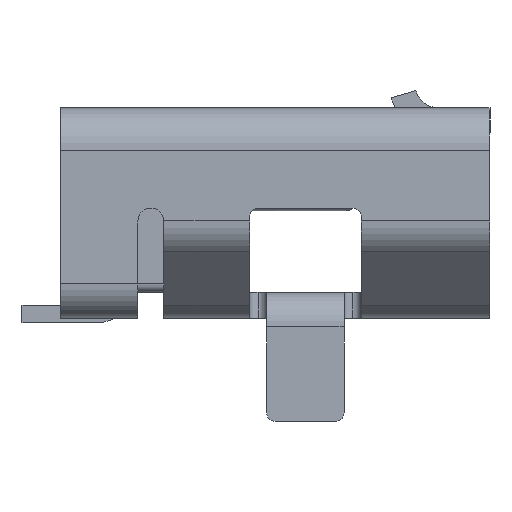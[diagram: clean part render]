
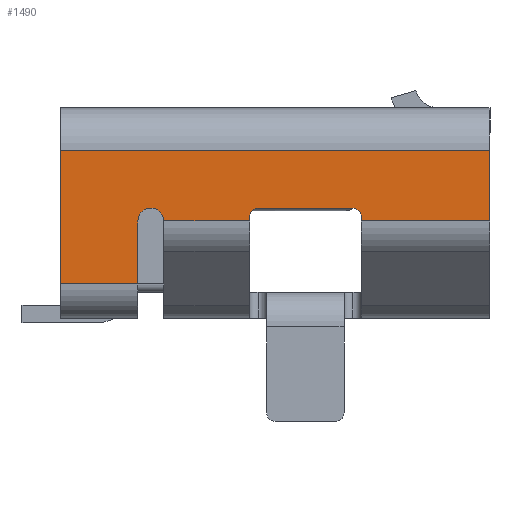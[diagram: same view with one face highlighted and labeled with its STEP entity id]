
A CAD part, left-side view. The second image highlights one B-rep face of the part: STEP entity #1490.
In plain terms, the highlighted planar face has unit normal (-1, 0, 0).
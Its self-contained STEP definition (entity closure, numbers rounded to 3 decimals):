
#145 = CARTESIAN_POINT ( 'NONE',  ( -3.75, 0.2, -0.042 ) ) ;
#267 = CARTESIAN_POINT ( 'NONE',  ( -3.75, 2.5, -0.092 ) ) ;
#474 = ORIENTED_EDGE ( 'NONE', *, *, #8477, .T. ) ;
#1221 = CARTESIAN_POINT ( 'NONE',  ( -3.75, 1.45, -0.092 ) ) ;
#1490 = ADVANCED_FACE ( 'NONE', ( #11416 ), #15576, .F. ) ;
#1511 = VECTOR ( 'NONE', #4268, 1000. ) ;
#1686 = EDGE_CURVE ( 'NONE', #20994, #7839, #13490, .T. ) ;
#2009 = EDGE_CURVE ( 'NONE', #17847, #2038, #26111, .T. ) ;
#2038 = VERTEX_POINT ( 'NONE', #2603 ) ;
#2603 = CARTESIAN_POINT ( 'NONE',  ( -3.75, 1.45, 0.058 ) ) ;
#2904 = DIRECTION ( 'NONE',  ( 1., 0., 0. ) ) ;
#3142 = CARTESIAN_POINT ( 'NONE',  ( -3.75, 0.2, 0.058 ) ) ;
#3407 = VERTEX_POINT ( 'NONE', #3142 ) ;
#3494 = EDGE_CURVE ( 'NONE', #3608, #17152, #9491, .T. ) ;
#3608 = VERTEX_POINT ( 'NONE', #4339 ) ;
#3638 = VERTEX_POINT ( 'NONE', #16574 ) ;
#3663 = EDGE_CURVE ( 'NONE', #7839, #3638, #6363, .T. ) ;
#4084 = EDGE_CURVE ( 'NONE', #9124, #18138, #21929, .T. ) ;
#4268 = DIRECTION ( 'NONE',  ( 0., 1., 0. ) ) ;
#4326 = DIRECTION ( 'NONE',  ( 0., 0., -1. ) ) ;
#4339 = CARTESIAN_POINT ( 'NONE',  ( -3.75, -2.5, 0.725 ) ) ;
#4380 = CARTESIAN_POINT ( 'NONE',  ( -3.75, 0.3, 0.058 ) ) ;
#4394 = VECTOR ( 'NONE', #22835, 1000. ) ;
#5337 = CARTESIAN_POINT ( 'NONE',  ( -3.75, 0.3, -0.092 ) ) ;
#5474 = CARTESIAN_POINT ( 'NONE',  ( -3.75, 1.45, -0.092 ) ) ;
#5751 = VECTOR ( 'NONE', #4326, 1000. ) ;
#5787 = DIRECTION ( 'NONE',  ( 0., 1., 0. ) ) ;
#6208 = LINE ( 'NONE', #16031, #21195 ) ;
#6302 = VERTEX_POINT ( 'NONE', #13993 ) ;
#6363 = LINE ( 'NONE', #13807, #23252 ) ;
#6452 = DIRECTION ( 'NONE',  ( 0., 0., -1. ) ) ;
#6480 = LINE ( 'NONE', #267, #5751 ) ;
#6668 = AXIS2_PLACEMENT_3D ( 'NONE', #1221, #7425, #19829 ) ;
#6942 = CARTESIAN_POINT ( 'NONE',  ( -3.75, -2.5, -0.092 ) ) ;
#7417 = DIRECTION ( 'NONE',  ( 1., 0., 0. ) ) ;
#7425 = DIRECTION ( 'NONE',  ( 1., 0., 0. ) ) ;
#7576 = ORIENTED_EDGE ( 'NONE', *, *, #26544, .T. ) ;
#7839 = VERTEX_POINT ( 'NONE', #12052 ) ;
#7967 = DIRECTION ( 'NONE',  ( 1., 0., 0. ) ) ;
#8046 = CARTESIAN_POINT ( 'NONE',  ( -3.75, 1.6, -0.092 ) ) ;
#8160 = CARTESIAN_POINT ( 'NONE',  ( -3.75, -0.9, 0.058 ) ) ;
#8239 = DIRECTION ( 'NONE',  ( 0., 0., -1. ) ) ;
#8285 = EDGE_CURVE ( 'NONE', #17847, #9124, #17075, .T. ) ;
#8322 = AXIS2_PLACEMENT_3D ( 'NONE', #17331, #25559, #23560 ) ;
#8477 = EDGE_CURVE ( 'NONE', #3608, #24542, #15942, .T. ) ;
#8679 = LINE ( 'NONE', #4380, #23511 ) ;
#8907 = EDGE_CURVE ( 'NONE', #6302, #3407, #10511, .T. ) ;
#9124 = VERTEX_POINT ( 'NONE', #11329 ) ;
#9177 = VECTOR ( 'NONE', #6452, 1000. ) ;
#9491 = LINE ( 'NONE', #6942, #12044 ) ;
#9716 = CARTESIAN_POINT ( 'NONE',  ( -3.75, -0.9, -0.042 ) ) ;
#9810 = ORIENTED_EDGE ( 'NONE', *, *, #3663, .T. ) ;
#10105 = CIRCLE ( 'NONE', #6668, 0.15 ) ;
#10511 = CIRCLE ( 'NONE', #19514, 0.1 ) ;
#10689 = ORIENTED_EDGE ( 'NONE', *, *, #11718, .T. ) ;
#10855 = ORIENTED_EDGE ( 'NONE', *, *, #3494, .F. ) ;
#11088 = CARTESIAN_POINT ( 'NONE',  ( -3.75, 0.3, 0.058 ) ) ;
#11329 = CARTESIAN_POINT ( 'NONE',  ( -3.75, 1.6, -0.825 ) ) ;
#11337 = VECTOR ( 'NONE', #22301, 1000. ) ;
#11416 = FACE_OUTER_BOUND ( 'NONE', #21350, .T. ) ;
#11683 = CARTESIAN_POINT ( 'NONE',  ( -3.75, -0.327, -0.825 ) ) ;
#11718 = EDGE_CURVE ( 'NONE', #20709, #6302, #17128, .T. ) ;
#11903 = EDGE_CURVE ( 'NONE', #20709, #20373, #6208, .T. ) ;
#12044 = VECTOR ( 'NONE', #17696, 1000. ) ;
#12052 = CARTESIAN_POINT ( 'NONE',  ( -3.75, -1., -0.042 ) ) ;
#12359 = CARTESIAN_POINT ( 'NONE',  ( -3.75, -2.5, -0.092 ) ) ;
#12710 = ORIENTED_EDGE ( 'NONE', *, *, #8907, .T. ) ;
#13010 = EDGE_CURVE ( 'NONE', #17152, #3638, #24462, .T. ) ;
#13224 = AXIS2_PLACEMENT_3D ( 'NONE', #5474, #2904, #23561 ) ;
#13490 = CIRCLE ( 'NONE', #13910, 0.1 ) ;
#13807 = CARTESIAN_POINT ( 'NONE',  ( -3.75, -1., 0.058 ) ) ;
#13885 = ORIENTED_EDGE ( 'NONE', *, *, #17805, .T. ) ;
#13910 = AXIS2_PLACEMENT_3D ( 'NONE', #9716, #7417, #23862 ) ;
#13993 = CARTESIAN_POINT ( 'NONE',  ( -3.75, 0.3, -0.042 ) ) ;
#14043 = VECTOR ( 'NONE', #19498, 1000. ) ;
#14207 = EDGE_CURVE ( 'NONE', #3407, #20994, #8679, .T. ) ;
#14657 = CARTESIAN_POINT ( 'NONE',  ( -3.75, -2.5, -0.092 ) ) ;
#15576 = PLANE ( 'NONE',  #8322 ) ;
#15942 = LINE ( 'NONE', #24285, #11337 ) ;
#16031 = CARTESIAN_POINT ( 'NONE',  ( -3.75, -2.5, -0.092 ) ) ;
#16117 = ORIENTED_EDGE ( 'NONE', *, *, #13010, .F. ) ;
#16574 = CARTESIAN_POINT ( 'NONE',  ( -3.75, -1., -0.092 ) ) ;
#17075 = LINE ( 'NONE', #19234, #9177 ) ;
#17128 = LINE ( 'NONE', #11088, #4394 ) ;
#17152 = VERTEX_POINT ( 'NONE', #14657 ) ;
#17331 = CARTESIAN_POINT ( 'NONE',  ( -3.75, -2.5, -0.092 ) ) ;
#17399 = ORIENTED_EDGE ( 'NONE', *, *, #8285, .F. ) ;
#17696 = DIRECTION ( 'NONE',  ( 0., 0., -1. ) ) ;
#17805 = EDGE_CURVE ( 'NONE', #24542, #18138, #6480, .T. ) ;
#17847 = VERTEX_POINT ( 'NONE', #8046 ) ;
#18138 = VERTEX_POINT ( 'NONE', #20670 ) ;
#18202 = DIRECTION ( 'NONE',  ( 0., 1., 0. ) ) ;
#18850 = CARTESIAN_POINT ( 'NONE',  ( -3.75, 1.3, -0.092 ) ) ;
#19234 = CARTESIAN_POINT ( 'NONE',  ( -3.75, 1.6, 0.058 ) ) ;
#19307 = DIRECTION ( 'NONE',  ( 0., -1., 0. ) ) ;
#19498 = DIRECTION ( 'NONE',  ( 0., 1., 0. ) ) ;
#19514 = AXIS2_PLACEMENT_3D ( 'NONE', #145, #7967, #18202 ) ;
#19829 = DIRECTION ( 'NONE',  ( 0., 1., 0. ) ) ;
#20373 = VERTEX_POINT ( 'NONE', #18850 ) ;
#20503 = ORIENTED_EDGE ( 'NONE', *, *, #4084, .F. ) ;
#20670 = CARTESIAN_POINT ( 'NONE',  ( -3.75, 2.5, -0.825 ) ) ;
#20709 = VERTEX_POINT ( 'NONE', #5337 ) ;
#20994 = VERTEX_POINT ( 'NONE', #8160 ) ;
#21080 = ORIENTED_EDGE ( 'NONE', *, *, #14207, .T. ) ;
#21195 = VECTOR ( 'NONE', #5787, 1000. ) ;
#21350 = EDGE_LOOP ( 'NONE', ( #10689, #12710, #21080, #26604, #9810, #16117, #10855, #474, #13885, #20503, #17399, #23088, #7576, #22973 ) ) ;
#21597 = CARTESIAN_POINT ( 'NONE',  ( -3.75, 2.5, 0.725 ) ) ;
#21929 = LINE ( 'NONE', #11683, #14043 ) ;
#22301 = DIRECTION ( 'NONE',  ( 0., 1., 0. ) ) ;
#22835 = DIRECTION ( 'NONE',  ( 0., 0., 1. ) ) ;
#22973 = ORIENTED_EDGE ( 'NONE', *, *, #11903, .F. ) ;
#23088 = ORIENTED_EDGE ( 'NONE', *, *, #2009, .T. ) ;
#23252 = VECTOR ( 'NONE', #8239, 1000. ) ;
#23511 = VECTOR ( 'NONE', #19307, 1000. ) ;
#23560 = DIRECTION ( 'NONE',  ( 0., 1., 0. ) ) ;
#23561 = DIRECTION ( 'NONE',  ( 0., 1., 0. ) ) ;
#23862 = DIRECTION ( 'NONE',  ( 0., 1., 0. ) ) ;
#24285 = CARTESIAN_POINT ( 'NONE',  ( -3.75, -2.5, 0.725 ) ) ;
#24462 = LINE ( 'NONE', #12359, #1511 ) ;
#24542 = VERTEX_POINT ( 'NONE', #21597 ) ;
#25559 = DIRECTION ( 'NONE',  ( 1., 0., 0. ) ) ;
#26111 = CIRCLE ( 'NONE', #13224, 0.15 ) ;
#26544 = EDGE_CURVE ( 'NONE', #2038, #20373, #10105, .T. ) ;
#26604 = ORIENTED_EDGE ( 'NONE', *, *, #1686, .T. ) ;
